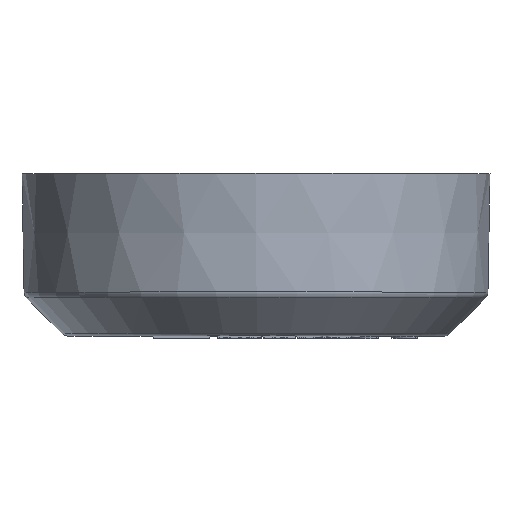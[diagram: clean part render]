
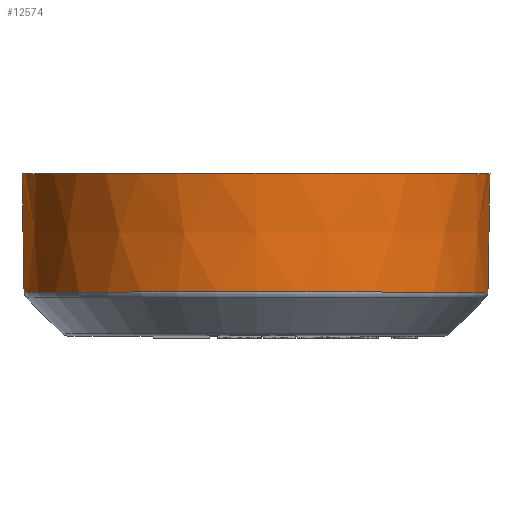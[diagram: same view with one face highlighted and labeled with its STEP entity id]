
A CAD part, top view. The second image highlights one B-rep face of the part: STEP entity #12574.
In plain terms, the highlighted conical face has half-angle 1 degrees and reference radius 28.872 mm.
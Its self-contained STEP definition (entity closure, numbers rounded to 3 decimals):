
#35=CARTESIAN_POINT('',(0.,20.1,0.));
#36=DIRECTION('',(0.,-1.,0.));
#37=DIRECTION('',(1.,0.,0.));
#38=AXIS2_PLACEMENT_3D('',#35,#36,#37);
#196=DIRECTION('',(-0.017,1.,0.));
#197=VECTOR('',#196,14.683);
#198=CARTESIAN_POINT('',(-28.744,5.419,
0.));
#199=LINE('',#198,#197);
#203=DIRECTION('',(0.017,1.,0.));
#204=VECTOR('',#203,14.683);
#205=CARTESIAN_POINT('',(28.744,5.419,
0.));
#206=LINE('',#205,#204);
#280=CARTESIAN_POINT('',(0.,5.419,0.));
#281=DIRECTION('',(0.,1.,0.));
#282=DIRECTION('',(-1.,0.,0.));
#283=AXIS2_PLACEMENT_3D('',#280,#281,#282);
#288=CARTESIAN_POINT('',(0.,5.419,0.));
#289=DIRECTION('',(0.,1.,0.));
#290=DIRECTION('',(-1.,0.,0.005));
#291=AXIS2_PLACEMENT_3D('',#288,#289,#290);
#10695=CARTESIAN_POINT('',(29.,20.1,0.));
#10696=CARTESIAN_POINT('',(-29.,20.1,0.));
#10697=VERTEX_POINT('',#10695);
#10698=VERTEX_POINT('',#10696);
#10745=CARTESIAN_POINT('',(-28.744,5.419,
0.));
#10746=VERTEX_POINT('',#10745);
#10747=CARTESIAN_POINT('',(28.744,5.419,
0.));
#10748=VERTEX_POINT('',#10747);
#10749=CARTESIAN_POINT('',(-28.743,5.419,
0.137));
#10750=VERTEX_POINT('',#10749);
#12558=CARTESIAN_POINT('',(0.,12.76,0.));
#12559=DIRECTION('',(0.,1.,0.));
#12560=DIRECTION('',(1.,0.,0.));
#12561=AXIS2_PLACEMENT_3D('',#12558,#12559,#12560);
#12562=CONICAL_SURFACE('',#12561,28.872,1.);
#12564=ORIENTED_EDGE('',*,*,#12563,.T.);
#12565=ORIENTED_EDGE('',*,*,#12513,.F.);
#12567=ORIENTED_EDGE('',*,*,#12566,.F.);
#12569=ORIENTED_EDGE('',*,*,#12568,.F.);
#12571=ORIENTED_EDGE('',*,*,#12570,.F.);
#12572=EDGE_LOOP('',(#12564,#12565,#12567,#12569,#12571));
#12573=FACE_OUTER_BOUND('',#12572,.F.);
#12574=ADVANCED_FACE('',(#12573),#12562,.T.);
#39=CIRCLE('',#38,29.);
#284=CIRCLE('',#283,28.744);
#292=CIRCLE('',#291,28.744);
#12513=EDGE_CURVE('',#10697,#10698,#39,.T.);
#12563=EDGE_CURVE('',#10746,#10698,#199,.T.);
#12566=EDGE_CURVE('',#10748,#10697,#206,.T.);
#12568=EDGE_CURVE('',#10750,#10748,#292,.T.);
#12570=EDGE_CURVE('',#10746,#10750,#284,.T.);
